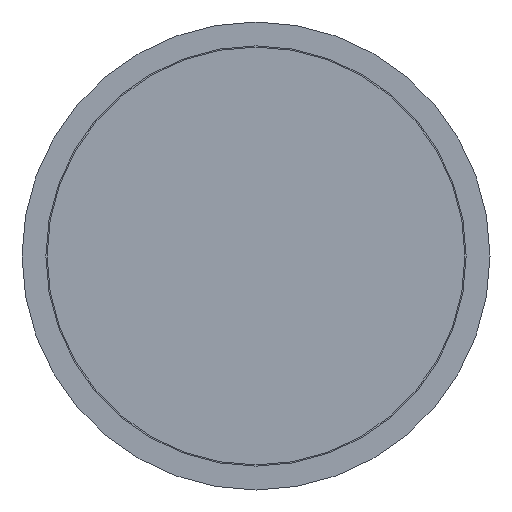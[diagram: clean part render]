
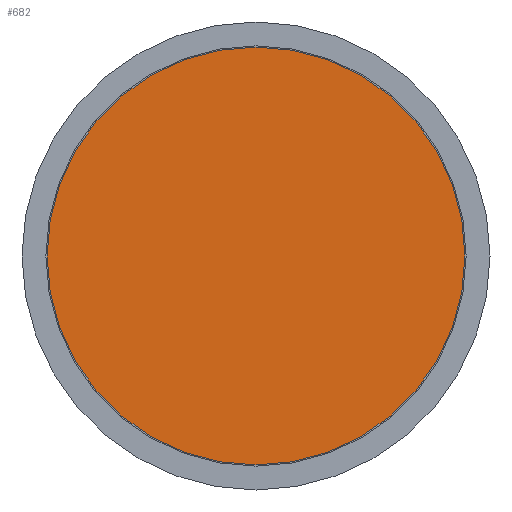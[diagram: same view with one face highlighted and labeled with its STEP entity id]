
A CAD part, front view. The second image highlights one B-rep face of the part: STEP entity #682.
In plain terms, the highlighted planar face has unit normal (0, -1, 0).
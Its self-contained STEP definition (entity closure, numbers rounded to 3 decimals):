
#135 = AXIS2_PLACEMENT_3D ( 'NONE', #548, #780, #331 ) ;
#166 = AXIS2_PLACEMENT_3D ( 'NONE', #898, #904, #811 ) ;
#331 = DIRECTION ( 'NONE',  ( 0., 0., 1. ) ) ;
#407 = CIRCLE ( 'NONE', #166, 43.75 ) ;
#463 = ORIENTED_EDGE ( 'NONE', *, *, #822, .T. ) ;
#547 = CARTESIAN_POINT ( 'NONE',  ( 0., 0., -43.75 ) ) ;
#548 = CARTESIAN_POINT ( 'NONE',  ( -43.75, 0., 0. ) ) ;
#553 = PLANE ( 'NONE',  #135 ) ;
#611 = EDGE_LOOP ( 'NONE', ( #463 ) ) ;
#682 = ADVANCED_FACE ( 'NONE', ( #929 ), #553, .F. ) ;
#780 = DIRECTION ( 'NONE',  ( 0., 1., 0. ) ) ;
#811 = DIRECTION ( 'NONE',  ( 0., 0., -1. ) ) ;
#822 = EDGE_CURVE ( 'NONE', #923, #923, #407, .T. ) ;
#898 = CARTESIAN_POINT ( 'NONE',  ( 0., 0., 0. ) ) ;
#904 = DIRECTION ( 'NONE',  ( 0., -1., 0. ) ) ;
#923 = VERTEX_POINT ( 'NONE', #547 ) ;
#929 = FACE_OUTER_BOUND ( 'NONE', #611, .T. ) ;
